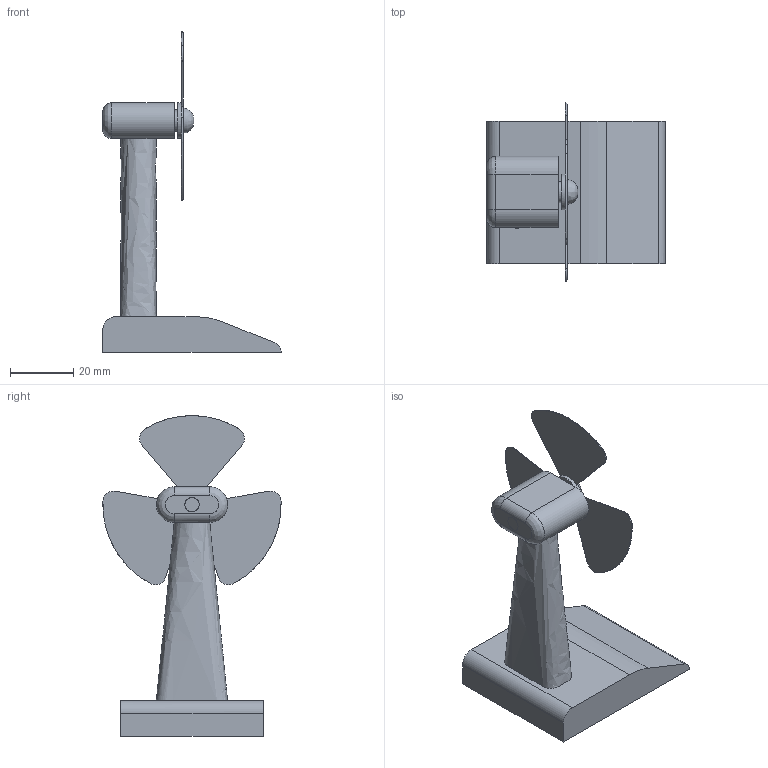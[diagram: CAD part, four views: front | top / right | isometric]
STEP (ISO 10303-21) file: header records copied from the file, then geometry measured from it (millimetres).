
FILE_DESCRIPTION(('FreeCAD Model'),'2;1');
FILE_NAME('Open CASCADE Shape Model','2025-05-09T13:26:12',('FreeCAD'),( 'FreeCAD'),'Open CASCADE STEP processor 7.6','FreeCAD','Unknown');
FILE_SCHEMA(('AUTOMOTIVE_DESIGN { 1 0 10303 214 1 1 1 1 }'));
Length unit declared in the file: millimetre
Products named in the file (1): Open CASCADE STEP translator 7.6 1
Bounding box: 56.29 x 56.25 x 101.32 mm (x, y, z)
Volume: 39303.9 mm3; surface area: 15259.9 mm2
Topology: 5 solids, 5 shells, 73 faces, 158 edges, 100 vertices
Faces by surface type: bspline 73
Entity records: 2234 total; most frequent: CARTESIAN_POINT 1290, ORIENTED_EDGE 316, EDGE_CURVE 158, VERTEX_POINT 100, FACE_BOUND 82, EDGE_LOOP 82, B_SPLINE_CURVE_WITH_KNOTS 77, ADVANCED_FACE 73
